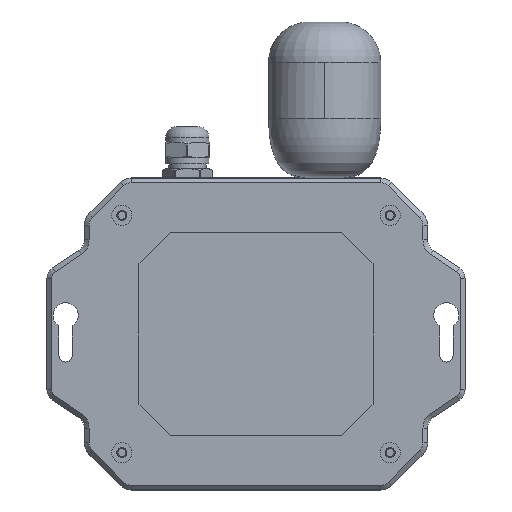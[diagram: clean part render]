
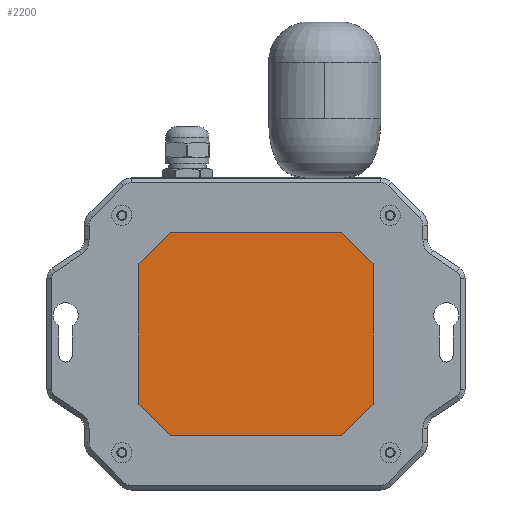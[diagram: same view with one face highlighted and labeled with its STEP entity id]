
A CAD part, front view. The second image highlights one B-rep face of the part: STEP entity #2200.
In plain terms, the highlighted planar face has unit normal (0, -1, 0).
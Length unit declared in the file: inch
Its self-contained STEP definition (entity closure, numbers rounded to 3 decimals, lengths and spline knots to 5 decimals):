
#228 = CARTESIAN_POINT ( 'NONE',  ( -1.27953, 0.01969, 1.08268 ) ) ;
#451 = CARTESIAN_POINT ( 'NONE',  ( 1.08268, 0.01969, -1.27953 ) ) ;
#650 = EDGE_LOOP ( 'NONE', ( #18712, #10325, #11395, #23522, #18275, #17066, #3649, #20196 ) ) ;
#954 = CARTESIAN_POINT ( 'NONE',  ( -1.08268, 0.01969, 1.27953 ) ) ;
#1085 = LINE ( 'NONE', #9503, #14262 ) ;
#1735 = LINE ( 'NONE', #10176, #12224 ) ;
#2200 = ADVANCED_FACE ( 'NONE', ( #15164 ), #14615, .T. ) ;
#2443 = VECTOR ( 'NONE', #16719, 39.37008 ) ;
#2453 = LINE ( 'NONE', #25804, #15737 ) ;
#2968 = VERTEX_POINT ( 'NONE', #17383 ) ;
#3534 = LINE ( 'NONE', #20449, #8227 ) ;
#3649 = ORIENTED_EDGE ( 'NONE', *, *, #6899, .T. ) ;
#4425 = CARTESIAN_POINT ( 'NONE',  ( -1.47638, 0.01969, -1.27953 ) ) ;
#5310 = VERTEX_POINT ( 'NONE', #954 ) ;
#6274 = DIRECTION ( 'NONE',  ( 0., -1., 0. ) ) ;
#6831 = CARTESIAN_POINT ( 'NONE',  ( 1.47638, 0.01969, -0.88583 ) ) ;
#6899 = EDGE_CURVE ( 'NONE', #19136, #10591, #1735, .T. ) ;
#8227 = VECTOR ( 'NONE', #11475, 39.37008 ) ;
#8476 = CARTESIAN_POINT ( 'NONE',  ( -1.47638, 0.01969, -0.88583 ) ) ;
#8498 = DIRECTION ( 'NONE',  ( 0., 0., -1. ) ) ;
#9046 = LINE ( 'NONE', #4425, #12064 ) ;
#9503 = CARTESIAN_POINT ( 'NONE',  ( 1.47638, 0.01969, 1.27953 ) ) ;
#9667 = CARTESIAN_POINT ( 'NONE',  ( -1.08268, 0.01969, -1.27953 ) ) ;
#9945 = EDGE_CURVE ( 'NONE', #16068, #2968, #3534, .T. ) ;
#10176 = CARTESIAN_POINT ( 'NONE',  ( -1.47638, 0.01969, 1.27953 ) ) ;
#10325 = ORIENTED_EDGE ( 'NONE', *, *, #13943, .F. ) ;
#10591 = VERTEX_POINT ( 'NONE', #8476 ) ;
#11114 = DIRECTION ( 'NONE',  ( 1., 0., 0. ) ) ;
#11395 = ORIENTED_EDGE ( 'NONE', *, *, #21958, .T. ) ;
#11475 = DIRECTION ( 'NONE',  ( 0.707, 0., -0.707 ) ) ;
#12064 = VECTOR ( 'NONE', #11114, 39.37008 ) ;
#12128 = VERTEX_POINT ( 'NONE', #6831 ) ;
#12224 = VECTOR ( 'NONE', #23824, 39.37008 ) ;
#13943 = EDGE_CURVE ( 'NONE', #12128, #26005, #20823, .T. ) ;
#14262 = VECTOR ( 'NONE', #20673, 39.37008 ) ;
#14360 = VECTOR ( 'NONE', #19449, 39.37008 ) ;
#14615 = PLANE ( 'NONE',  #14742 ) ;
#14742 = AXIS2_PLACEMENT_3D ( 'NONE', #25084, #6274, #8498 ) ;
#14906 = LINE ( 'NONE', #228, #14360 ) ;
#15164 = FACE_OUTER_BOUND ( 'NONE', #650, .T. ) ;
#15631 = EDGE_CURVE ( 'NONE', #20642, #10591, #2453, .T. ) ;
#15737 = VECTOR ( 'NONE', #22832, 39.37008 ) ;
#16068 = VERTEX_POINT ( 'NONE', #16850 ) ;
#16126 = EDGE_CURVE ( 'NONE', #19136, #5310, #14906, .T. ) ;
#16719 = DIRECTION ( 'NONE',  ( -0.707, 0., -0.707 ) ) ;
#16850 = CARTESIAN_POINT ( 'NONE',  ( 1.08268, 0.01969, 1.27953 ) ) ;
#16963 = DIRECTION ( 'NONE',  ( 0., 0., 1. ) ) ;
#17066 = ORIENTED_EDGE ( 'NONE', *, *, #16126, .F. ) ;
#17383 = CARTESIAN_POINT ( 'NONE',  ( 1.47638, 0.01969, 0.88583 ) ) ;
#17464 = EDGE_CURVE ( 'NONE', #16068, #5310, #1085, .T. ) ;
#18068 = EDGE_CURVE ( 'NONE', #20642, #26005, #9046, .T. ) ;
#18275 = ORIENTED_EDGE ( 'NONE', *, *, #17464, .T. ) ;
#18482 = CARTESIAN_POINT ( 'NONE',  ( 1.47638, 0.01969, -1.27953 ) ) ;
#18712 = ORIENTED_EDGE ( 'NONE', *, *, #18068, .T. ) ;
#19136 = VERTEX_POINT ( 'NONE', #26857 ) ;
#19449 = DIRECTION ( 'NONE',  ( 0.707, 0., 0.707 ) ) ;
#20196 = ORIENTED_EDGE ( 'NONE', *, *, #15631, .F. ) ;
#20449 = CARTESIAN_POINT ( 'NONE',  ( 1.27953, 0.01969, 1.08268 ) ) ;
#20642 = VERTEX_POINT ( 'NONE', #9667 ) ;
#20673 = DIRECTION ( 'NONE',  ( -1., 0., 0. ) ) ;
#20823 = LINE ( 'NONE', #25352, #2443 ) ;
#21958 = EDGE_CURVE ( 'NONE', #12128, #2968, #25073, .T. ) ;
#22832 = DIRECTION ( 'NONE',  ( -0.707, 0., 0.707 ) ) ;
#23522 = ORIENTED_EDGE ( 'NONE', *, *, #9945, .F. ) ;
#23824 = DIRECTION ( 'NONE',  ( 0., 0., -1. ) ) ;
#25073 = LINE ( 'NONE', #18482, #26004 ) ;
#25084 = CARTESIAN_POINT ( 'NONE',  ( 0., 0.01969, 0. ) ) ;
#25352 = CARTESIAN_POINT ( 'NONE',  ( 1.27953, 0.01969, -1.08268 ) ) ;
#25804 = CARTESIAN_POINT ( 'NONE',  ( -1.27953, 0.01969, -1.08268 ) ) ;
#26005 = VERTEX_POINT ( 'NONE', #451 ) ;
#26004 = VECTOR ( 'NONE', #16963, 39.37008 ) ;
#26857 = CARTESIAN_POINT ( 'NONE',  ( -1.47638, 0.01969, 0.88583 ) ) ;
